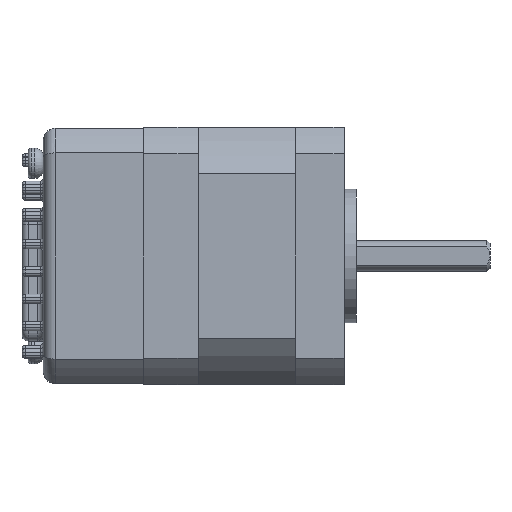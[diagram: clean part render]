
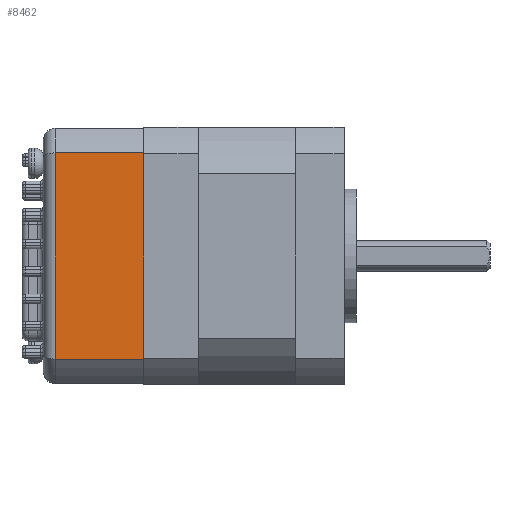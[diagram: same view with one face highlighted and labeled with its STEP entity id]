
A CAD part, left-side view. The second image highlights one B-rep face of the part: STEP entity #8462.
In plain terms, the highlighted face is planar.
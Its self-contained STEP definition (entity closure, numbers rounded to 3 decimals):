
#2987 = LINE ( 'NONE', #10485, #48377 ) ;
#4738 = VECTOR ( 'NONE', #53825, 1000. ) ;
#5085 = EDGE_CURVE ( 'NONE', #9365, #18036, #14188, .T. ) ;
#7297 = FACE_OUTER_BOUND ( 'NONE', #37709, .T. ) ;
#7677 = DIRECTION ( 'NONE',  ( 1., 0., 0. ) ) ;
#8462 = ADVANCED_FACE ( 'NONE', ( #7297 ), #25053, .F. ) ;
#8642 = DIRECTION ( 'NONE',  ( 0., 0., 1. ) ) ;
#9365 = VERTEX_POINT ( 'NONE', #50536 ) ;
#10485 = CARTESIAN_POINT ( 'NONE',  ( -16.971, -21., 16.5 ) ) ;
#12206 = CARTESIAN_POINT ( 'NONE',  ( -16.971, -21., 2. ) ) ;
#14188 = LINE ( 'NONE', #40625, #34510 ) ;
#15143 = CARTESIAN_POINT ( 'NONE',  ( 0., -21., 2. ) ) ;
#15510 = VERTEX_POINT ( 'NONE', #34423 ) ;
#16168 = CARTESIAN_POINT ( 'NONE',  ( 0., -21., 16.5 ) ) ;
#18036 = VERTEX_POINT ( 'NONE', #24764 ) ;
#24764 = CARTESIAN_POINT ( 'NONE',  ( 16.971, -21., 2. ) ) ;
#25053 = PLANE ( 'NONE',  #37242 ) ;
#25590 = DIRECTION ( 'NONE',  ( 0., 1., 0. ) ) ;
#29639 = LINE ( 'NONE', #42178, #33508 ) ;
#32095 = ORIENTED_EDGE ( 'NONE', *, *, #51338, .T. ) ;
#33508 = VECTOR ( 'NONE', #7677, 1000. ) ;
#34423 = CARTESIAN_POINT ( 'NONE',  ( -16.971, -21., 16.5 ) ) ;
#34510 = VECTOR ( 'NONE', #36451, 1000. ) ;
#35279 = ORIENTED_EDGE ( 'NONE', *, *, #48184, .T. ) ;
#36451 = DIRECTION ( 'NONE',  ( 0., 0., -1. ) ) ;
#37242 = AXIS2_PLACEMENT_3D ( 'NONE', #16168, #25590, #8642 ) ;
#37709 = EDGE_LOOP ( 'NONE', ( #32095, #35279, #44184, #44941 ) ) ;
#40625 = CARTESIAN_POINT ( 'NONE',  ( 16.971, -21., 16.5 ) ) ;
#42178 = CARTESIAN_POINT ( 'NONE',  ( 0., -21., 16.5 ) ) ;
#44184 = ORIENTED_EDGE ( 'NONE', *, *, #5085, .F. ) ;
#44941 = ORIENTED_EDGE ( 'NONE', *, *, #54014, .F. ) ;
#45071 = VERTEX_POINT ( 'NONE', #12206 ) ;
#48184 = EDGE_CURVE ( 'NONE', #45071, #18036, #53275, .T. ) ;
#48377 = VECTOR ( 'NONE', #53065, 1000. ) ;
#50536 = CARTESIAN_POINT ( 'NONE',  ( 16.971, -21., 16.5 ) ) ;
#51338 = EDGE_CURVE ( 'NONE', #15510, #45071, #2987, .T. ) ;
#53065 = DIRECTION ( 'NONE',  ( 0., 0., -1. ) ) ;
#53275 = LINE ( 'NONE', #15143, #4738 ) ;
#53825 = DIRECTION ( 'NONE',  ( 1., 0., 0. ) ) ;
#54014 = EDGE_CURVE ( 'NONE', #15510, #9365, #29639, .T. ) ;
